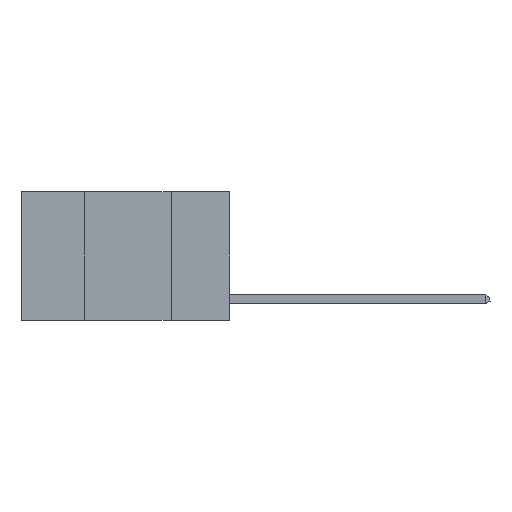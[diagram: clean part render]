
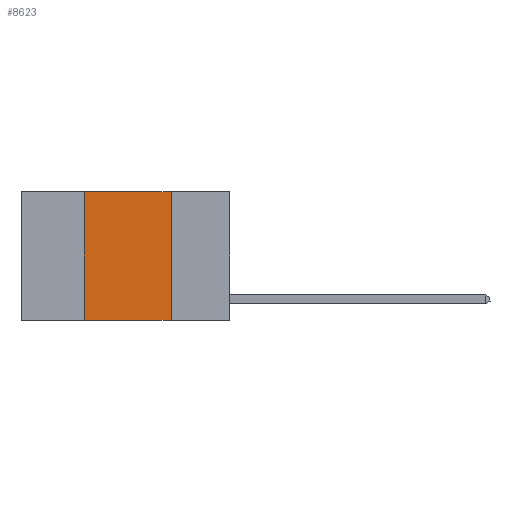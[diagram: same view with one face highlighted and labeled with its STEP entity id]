
A CAD part, left-side view. The second image highlights one B-rep face of the part: STEP entity #8623.
In plain terms, the highlighted planar face has unit normal (-1, 0, 0).
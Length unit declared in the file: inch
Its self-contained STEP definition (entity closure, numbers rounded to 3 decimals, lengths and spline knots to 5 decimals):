
#435 = EDGE_CURVE ( 'NONE', #3253, #2674, #11217, .T. ) ;
#501 = VECTOR ( 'NONE', #10735, 39.37008 ) ;
#1566 = CARTESIAN_POINT ( 'NONE',  ( 0., 0.42, 0. ) ) ;
#1631 = FACE_OUTER_BOUND ( 'NONE', #4042, .T. ) ;
#1821 = CARTESIAN_POINT ( 'NONE',  ( 0., 0.42, -0.37 ) ) ;
#2674 = VERTEX_POINT ( 'NONE', #14750 ) ;
#2765 = PLANE ( 'NONE',  #2856 ) ;
#2856 = AXIS2_PLACEMENT_3D ( 'NONE', #12919, #14361, #5761 ) ;
#3253 = VERTEX_POINT ( 'NONE', #4459 ) ;
#3488 = VECTOR ( 'NONE', #14836, 39.37008 ) ;
#4042 = EDGE_LOOP ( 'NONE', ( #4336, #13635, #14073, #14547 ) ) ;
#4336 = ORIENTED_EDGE ( 'NONE', *, *, #435, .F. ) ;
#4459 = CARTESIAN_POINT ( 'NONE',  ( 0., 0.17, 0. ) ) ;
#5465 = VERTEX_POINT ( 'NONE', #1821 ) ;
#5552 = EDGE_CURVE ( 'NONE', #5465, #2674, #8737, .T. ) ;
#5702 = DIRECTION ( 'NONE',  ( 0., -1., 0. ) ) ;
#5761 = DIRECTION ( 'NONE',  ( 0., 0., -1. ) ) ;
#6844 = VECTOR ( 'NONE', #12384, 39.37008 ) ;
#8595 = EDGE_CURVE ( 'NONE', #8736, #3253, #10296, .T. ) ;
#8623 = ADVANCED_FACE ( 'NONE', ( #1631 ), #2765, .F. ) ;
#8736 = VERTEX_POINT ( 'NONE', #1566 ) ;
#8737 = LINE ( 'NONE', #17772, #501 ) ;
#9387 = VECTOR ( 'NONE', #5702, 39.37008 ) ;
#10219 = CARTESIAN_POINT ( 'NONE',  ( 0., 0.17, 0. ) ) ;
#10243 = EDGE_CURVE ( 'NONE', #5465, #8736, #10684, .T. ) ;
#10296 = LINE ( 'NONE', #11433, #9387 ) ;
#10684 = LINE ( 'NONE', #13826, #6844 ) ;
#10735 = DIRECTION ( 'NONE',  ( 0., -1., 0. ) ) ;
#11217 = LINE ( 'NONE', #10219, #3488 ) ;
#11433 = CARTESIAN_POINT ( 'NONE',  ( 0., 0.6, 0. ) ) ;
#12384 = DIRECTION ( 'NONE',  ( 0., 0., 1. ) ) ;
#12919 = CARTESIAN_POINT ( 'NONE',  ( 0., 0.6, 0. ) ) ;
#13635 = ORIENTED_EDGE ( 'NONE', *, *, #8595, .F. ) ;
#13826 = CARTESIAN_POINT ( 'NONE',  ( 0., 0.42, 0. ) ) ;
#14073 = ORIENTED_EDGE ( 'NONE', *, *, #10243, .F. ) ;
#14361 = DIRECTION ( 'NONE',  ( 1., 0., 0. ) ) ;
#14547 = ORIENTED_EDGE ( 'NONE', *, *, #5552, .T. ) ;
#14750 = CARTESIAN_POINT ( 'NONE',  ( 0., 0.17, -0.37 ) ) ;
#14836 = DIRECTION ( 'NONE',  ( 0., 0., -1. ) ) ;
#17772 = CARTESIAN_POINT ( 'NONE',  ( 0., 0.6, -0.37 ) ) ;
